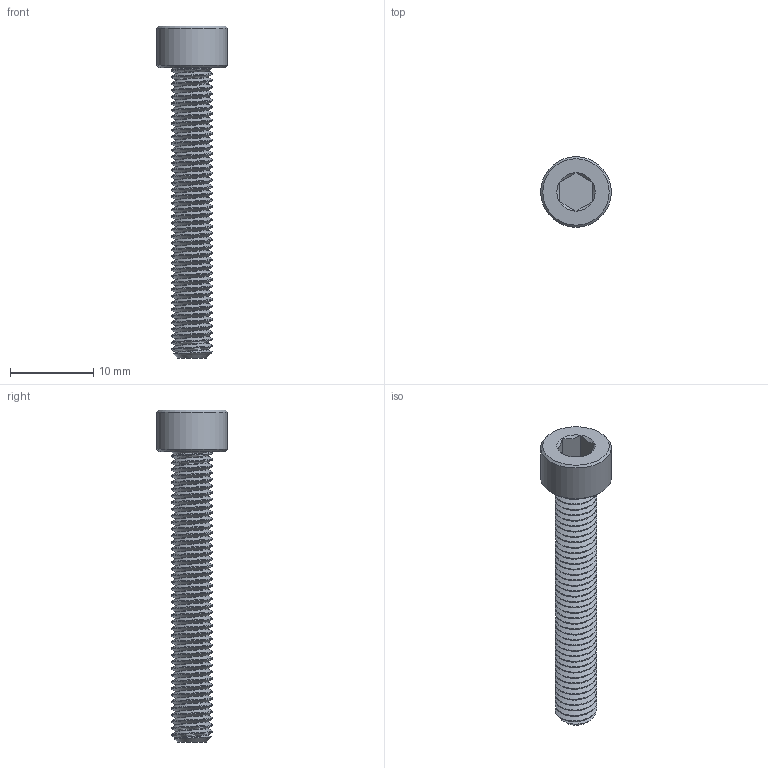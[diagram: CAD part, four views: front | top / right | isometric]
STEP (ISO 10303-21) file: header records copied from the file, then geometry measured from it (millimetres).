
FILE_DESCRIPTION(/* description */ (''),/* implementation_level */ '2;1');
FILE_NAME(/* name */ '91290A195_Black-Oxide Alloy Steel Socket Head Screw.step',/* time_stamp */ '2022-08-23T12:55:22-03:00',/* author */ (''),/* organization */ (''),/* preprocessor_version */ 'ST-DEVELOPER v19',/* originating_system */ 'Autodesk Translation Framework v11.7.0.108',/* authorisation */ '');
FILE_SCHEMA (('AUTOMOTIVE_DESIGN { 1 0 10303 214 3 1 1 }'));
Length unit declared in the file: millimetre
Products named in the file (1): 91290A195_Black-Oxide Alloy Steel Socket Head Screw
Bounding box: 8.5 x 8.5 x 40 mm (x, y, z)
Volume: 780.2 mm3; surface area: 1140.4 mm2
Topology: 1 solids, 1 shells, 113 faces, 313 edges, 204 vertices
Faces by surface type: cylinder 89, cone 12, plane 10, bspline 2
Full cylindrical faces by diameter (mm): 3.961 x42, 5 x42, 8.5 x1
Entity records: 10475 total; most frequent: CARTESIAN_POINT 8020, ORIENTED_EDGE 626, DIRECTION 366, EDGE_CURVE 313, VERTEX_POINT 204, AXIS2_PLACEMENT_3D 131, EDGE_LOOP 115, FACE_OUTER_BOUND 113
